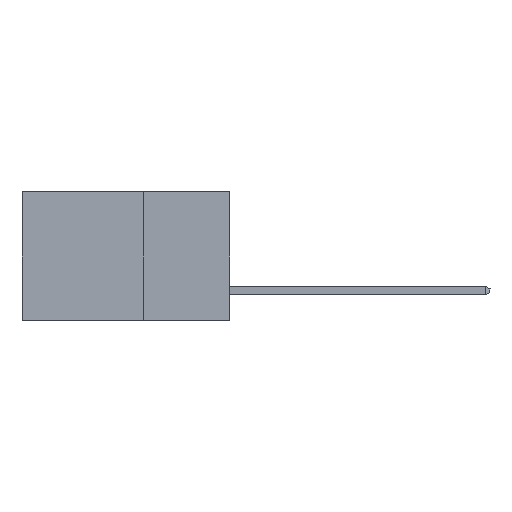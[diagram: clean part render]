
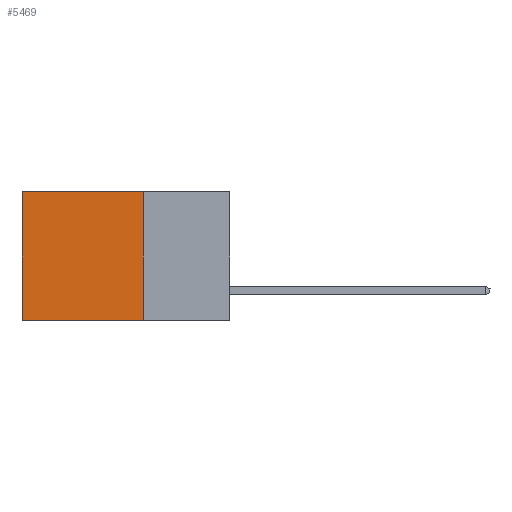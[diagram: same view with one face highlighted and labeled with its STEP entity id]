
A CAD part, left-side view. The second image highlights one B-rep face of the part: STEP entity #5469.
In plain terms, the highlighted planar face has unit normal (-1, 0, 0).
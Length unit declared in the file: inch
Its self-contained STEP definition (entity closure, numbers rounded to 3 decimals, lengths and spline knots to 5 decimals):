
#128 = EDGE_LOOP ( 'NONE', ( #5018, #1294, #4585, #4284 ) ) ;
#135 = VERTEX_POINT ( 'NONE', #10956 ) ;
#153 = EDGE_CURVE ( 'NONE', #11363, #4280, #3528, .T. ) ;
#427 = PLANE ( 'NONE',  #2204 ) ;
#429 = CARTESIAN_POINT ( 'NONE',  ( 0.2615, 0.6, -0.37 ) ) ;
#608 = FACE_OUTER_BOUND ( 'NONE', #128, .T. ) ;
#1216 = DIRECTION ( 'NONE',  ( 0., 0., -1. ) ) ;
#1294 = ORIENTED_EDGE ( 'NONE', *, *, #9187, .F. ) ;
#1389 = LINE ( 'NONE', #6004, #1620 ) ;
#1620 = VECTOR ( 'NONE', #7781, 39.37008 ) ;
#1977 = DIRECTION ( 'NONE',  ( 0., 1., 0. ) ) ;
#2003 = CARTESIAN_POINT ( 'NONE',  ( 0.2615, 0.25, -0.37 ) ) ;
#2204 = AXIS2_PLACEMENT_3D ( 'NONE', #5173, #4036, #4208 ) ;
#2947 = VECTOR ( 'NONE', #1977, 39.37008 ) ;
#3194 = CARTESIAN_POINT ( 'NONE',  ( 0.2615, 0.6, 0. ) ) ;
#3528 = LINE ( 'NONE', #7148, #2947 ) ;
#4036 = DIRECTION ( 'NONE',  ( 1., 0., 0. ) ) ;
#4104 = VECTOR ( 'NONE', #1216, 39.37008 ) ;
#4208 = DIRECTION ( 'NONE',  ( 0., 0., -1. ) ) ;
#4280 = VERTEX_POINT ( 'NONE', #3194 ) ;
#4284 = ORIENTED_EDGE ( 'NONE', *, *, #153, .T. ) ;
#4585 = ORIENTED_EDGE ( 'NONE', *, *, #5392, .F. ) ;
#5012 = CARTESIAN_POINT ( 'NONE',  ( 0.2615, 0.25, 0. ) ) ;
#5018 = ORIENTED_EDGE ( 'NONE', *, *, #6609, .T. ) ;
#5173 = CARTESIAN_POINT ( 'NONE',  ( 0.2615, 0.25, -0.37 ) ) ;
#5392 = EDGE_CURVE ( 'NONE', #11363, #135, #1389, .T. ) ;
#5469 = ADVANCED_FACE ( 'NONE', ( #608 ), #427, .F. ) ;
#5624 = DIRECTION ( 'NONE',  ( 0., 1., 0. ) ) ;
#6004 = CARTESIAN_POINT ( 'NONE',  ( 0.2615, 0.25, -0.37 ) ) ;
#6138 = VECTOR ( 'NONE', #5624, 39.37008 ) ;
#6421 = VERTEX_POINT ( 'NONE', #8891 ) ;
#6519 = LINE ( 'NONE', #2003, #6138 ) ;
#6609 = EDGE_CURVE ( 'NONE', #4280, #6421, #8552, .T. ) ;
#7148 = CARTESIAN_POINT ( 'NONE',  ( 0.2615, 0.25, 0. ) ) ;
#7781 = DIRECTION ( 'NONE',  ( 0., 0., -1. ) ) ;
#8552 = LINE ( 'NONE', #429, #4104 ) ;
#8891 = CARTESIAN_POINT ( 'NONE',  ( 0.2615, 0.6, -0.37 ) ) ;
#9187 = EDGE_CURVE ( 'NONE', #135, #6421, #6519, .T. ) ;
#10956 = CARTESIAN_POINT ( 'NONE',  ( 0.2615, 0.25, -0.37 ) ) ;
#11363 = VERTEX_POINT ( 'NONE', #5012 ) ;
